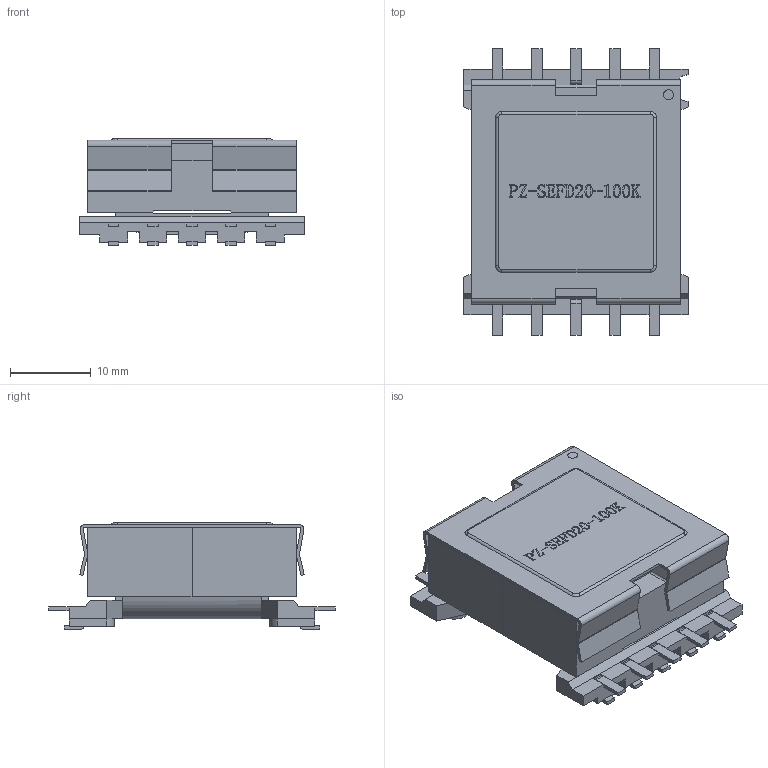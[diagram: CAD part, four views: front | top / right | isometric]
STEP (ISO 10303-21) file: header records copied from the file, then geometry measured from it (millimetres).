
FILE_DESCRIPTION(('FreeCAD Model'),'2;1');
FILE_NAME('Open CASCADE Shape Model','2025-04-29T06:54:03',('FreeCAD'),( 'FreeCAD'),'Open CASCADE STEP processor 7.6','FreeCAD','Unknown');
FILE_SCHEMA(('AUTOMOTIVE_DESIGN { 1 0 10303 214 1 1 1 1 }'));
Length unit declared in the file: millimetre
Products named in the file (1): Open CASCADE STEP translator 7.6 1
Bounding box: 27.7 x 35.43 x 13.18 mm (x, y, z)
Volume: 6502.5 mm3; surface area: 7987.8 mm2
Topology: 28 solids, 28 shells, 706 faces, 1983 edges, 1316 vertices
Faces by surface type: bspline 706
Entity records: 25471 total; most frequent: CARTESIAN_POINT 13673, ORIENTED_EDGE 3966, EDGE_CURVE 1983, B_SPLINE_CURVE_WITH_KNOTS 1729, VERTEX_POINT 1316, FACE_BOUND 721, EDGE_LOOP 721, ADVANCED_FACE 706
